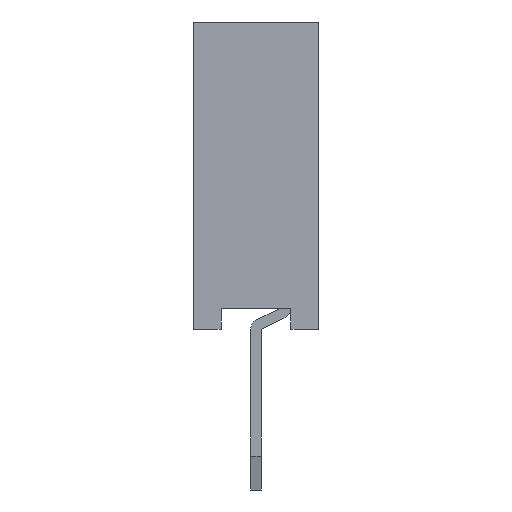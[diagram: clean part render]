
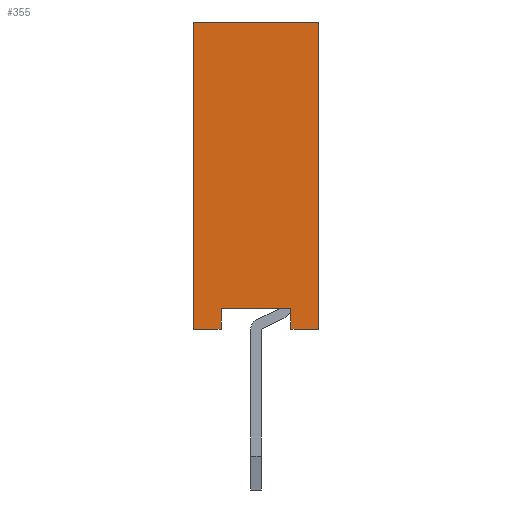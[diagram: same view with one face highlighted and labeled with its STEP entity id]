
A CAD part, left-side view. The second image highlights one B-rep face of the part: STEP entity #355.
In plain terms, the highlighted planar face has unit normal (-1, 0, 0).
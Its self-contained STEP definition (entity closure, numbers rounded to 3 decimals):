
#355=ADVANCED_FACE('',(#13263),#13265,.T.);
#13263=FACE_BOUND('',#13264,.T.);
#13264=EDGE_LOOP('',(#23567,#23568,#23569,#23570,#23571,#23572,#23573,#23574));
#13265=PLANE('',#13266);
#13266=AXIS2_PLACEMENT_3D('',#13267,#13268,#13269);
#13267=CARTESIAN_POINT('',(-0.635,0.9,0.));
#13268=DIRECTION('',(-1.,0.,0.));
#13269=DIRECTION('',(0.,-1.,0.));
#23567=ORIENTED_EDGE('',*,*,#30944,.T.);
#23568=ORIENTED_EDGE('',*,*,#31143,.T.);
#23569=ORIENTED_EDGE('',*,*,#31147,.T.);
#23570=ORIENTED_EDGE('',*,*,#31148,.F.);
#23571=ORIENTED_EDGE('',*,*,#31149,.F.);
#23572=ORIENTED_EDGE('',*,*,#31144,.T.);
#23573=ORIENTED_EDGE('',*,*,#31043,.T.);
#23574=ORIENTED_EDGE('',*,*,#31150,.T.);
#30944=EDGE_CURVE('',#34742,#34739,#34743,.F.);
#31043=EDGE_CURVE('',#34940,#34938,#34941,.F.);
#31143=EDGE_CURVE('',#34739,#35131,#35133,.T.);
#31144=EDGE_CURVE('',#35134,#34940,#35135,.T.);
#31147=EDGE_CURVE('',#35131,#35139,#35140,.T.);
#31148=EDGE_CURVE('',#35141,#35139,#35142,.T.);
#31149=EDGE_CURVE('',#35134,#35141,#35143,.T.);
#31150=EDGE_CURVE('',#34938,#34742,#35144,.T.);
#34739=VERTEX_POINT('',#40943);
#34742=VERTEX_POINT('',#40948);
#34743=LINE('',#40949,#40950);
#34938=VERTEX_POINT('',#41340);
#34940=VERTEX_POINT('',#41344);
#34941=LINE('',#41345,#41346);
#35131=VERTEX_POINT('',#41733);
#35133=LINE('',#41737,#41738);
#35134=VERTEX_POINT('',#41740);
#35135=LINE('',#41741,#41742);
#35139=VERTEX_POINT('',#41751);
#35140=LINE('',#41752,#41753);
#35141=VERTEX_POINT('',#41755);
#35142=LINE('',#41756,#41757);
#35143=LINE('',#41759,#41760);
#35144=LINE('',#41762,#41763);
#40943=CARTESIAN_POINT('',(-0.635,-0.5,0.));
#40948=CARTESIAN_POINT('',(-0.635,-0.5,0.3));
#40949=CARTESIAN_POINT('',(-0.635,-0.5,0.));
#40950=VECTOR('',#40951,1.);
#40951=DIRECTION('',(0.,0.,1.));
#41340=CARTESIAN_POINT('',(-0.635,0.5,0.3));
#41344=CARTESIAN_POINT('',(-0.635,0.5,0.));
#41345=CARTESIAN_POINT('',(-0.635,0.5,0.3));
#41346=VECTOR('',#41347,1.);
#41347=DIRECTION('',(0.,0.,-1.));
#41733=CARTESIAN_POINT('',(-0.635,-0.9,0.));
#41737=CARTESIAN_POINT('',(-0.635,-0.5,0.));
#41738=VECTOR('',#41739,1.);
#41739=DIRECTION('',(0.,-1.,0.));
#41740=CARTESIAN_POINT('',(-0.635,0.9,0.));
#41741=CARTESIAN_POINT('',(-0.635,0.9,0.));
#41742=VECTOR('',#41743,1.);
#41743=DIRECTION('',(0.,-1.,0.));
#41751=CARTESIAN_POINT('',(-0.635,-0.9,4.4));
#41752=CARTESIAN_POINT('',(-0.635,-0.9,0.));
#41753=VECTOR('',#41754,1.);
#41754=DIRECTION('',(0.,0.,1.));
#41755=CARTESIAN_POINT('',(-0.635,0.9,4.4));
#41756=CARTESIAN_POINT('',(-0.635,0.9,4.4));
#41757=VECTOR('',#41758,1.);
#41758=DIRECTION('',(0.,-1.,0.));
#41759=CARTESIAN_POINT('',(-0.635,0.9,0.));
#41760=VECTOR('',#41761,1.);
#41761=DIRECTION('',(0.,0.,1.));
#41762=CARTESIAN_POINT('',(-0.635,0.5,0.3));
#41763=VECTOR('',#41764,1.);
#41764=DIRECTION('',(0.,-1.,0.));
